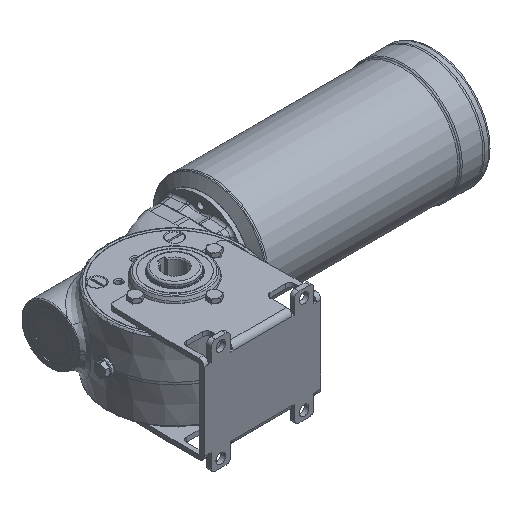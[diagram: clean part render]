
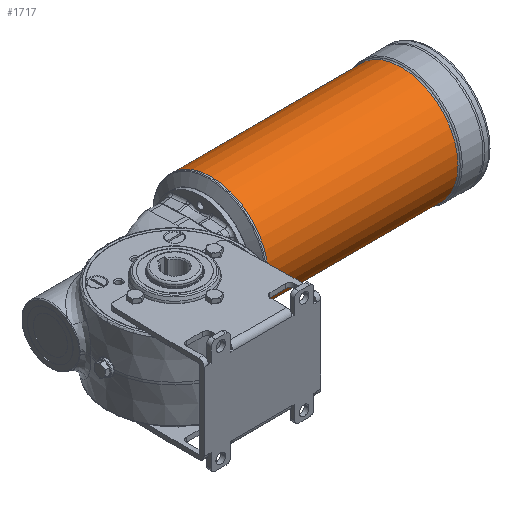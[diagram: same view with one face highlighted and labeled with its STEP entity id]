
A CAD part, isometric view. The second image highlights one B-rep face of the part: STEP entity #1717.
In plain terms, the highlighted cylindrical face has radius 64.5 mm (diameter 129 mm), a full revolution.
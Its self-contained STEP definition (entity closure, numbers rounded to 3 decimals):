
#1717 = ADVANCED_FACE( '', ( #3908, #3909 ), #3910, .T. );
#3908 = FACE_OUTER_BOUND( '', #10285, .T. );
#3909 = FACE_OUTER_BOUND( '', #10286, .T. );
#3910 = CYLINDRICAL_SURFACE( '', #10287, 64.5 );
#10285 = EDGE_LOOP( '', ( #17171 ) );
#10286 = EDGE_LOOP( '', ( #17172 ) );
#10287 = AXIS2_PLACEMENT_3D( '', #17173, #17174, #17175 );
#17171 = ORIENTED_EDGE( '', *, *, #21113, .T. );
#17172 = ORIENTED_EDGE( '', *, *, #21114, .T. );
#17173 = CARTESIAN_POINT( '', ( 265.168, 63., 0. ) );
#17174 = DIRECTION( '', ( -1., 0., 0. ) );
#17175 = DIRECTION( '', ( 0., 1., 0. ) );
#21113 = EDGE_CURVE( '', #24299, #24299, #24300, .F. );
#21114 = EDGE_CURVE( '', #24301, #24301, #24302, .T. );
#24299 = VERTEX_POINT( '', #31224 );
#24300 = CIRCLE( '', #31225, 64.5 );
#24301 = VERTEX_POINT( '', #31226 );
#24302 = CIRCLE( '', #31227, 64.5 );
#31224 = CARTESIAN_POINT( '', ( 321.172, 127.5, 0. ) );
#31225 = AXIS2_PLACEMENT_3D( '', #34294, #34295, #34296 );
#31226 = CARTESIAN_POINT( '', ( 105., 127.5, 0. ) );
#31227 = AXIS2_PLACEMENT_3D( '', #34297, #34298, #34299 );
#34294 = CARTESIAN_POINT( '', ( 321.172, 63., 0. ) );
#34295 = DIRECTION( '', ( 1., 0., 0. ) );
#34296 = DIRECTION( '', ( 0., 1., 0. ) );
#34297 = CARTESIAN_POINT( '', ( 105., 63., 0. ) );
#34298 = DIRECTION( '', ( 1., 0., 0. ) );
#34299 = DIRECTION( '', ( 0., 1., 0. ) );
